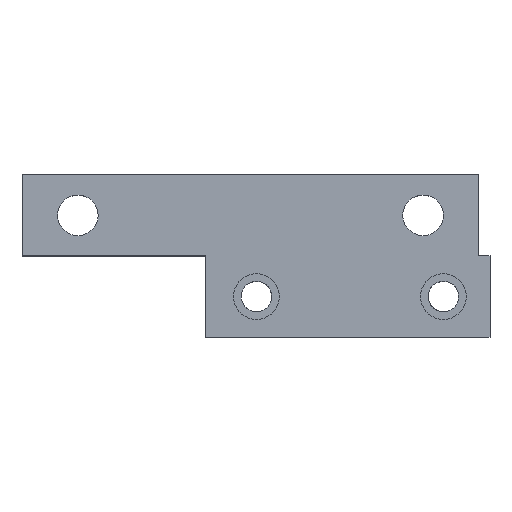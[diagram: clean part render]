
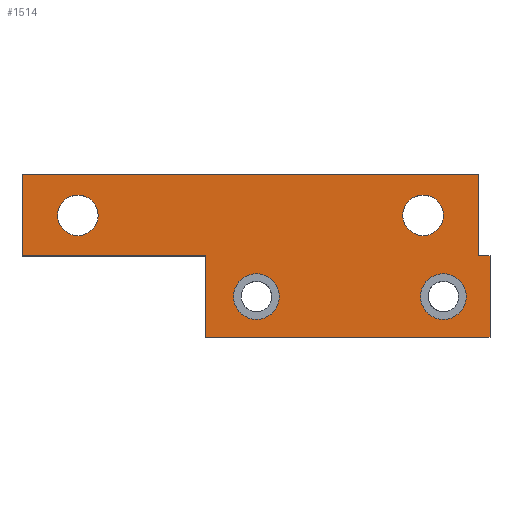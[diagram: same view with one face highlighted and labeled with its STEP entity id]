
A CAD part, top view. The second image highlights one B-rep face of the part: STEP entity #1514.
In plain terms, the highlighted planar face has unit normal (0, 0, 1).
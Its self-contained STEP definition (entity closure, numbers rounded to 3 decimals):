
#26=FACE_BOUND('',#293,.T.);
#27=FACE_BOUND('',#294,.T.);
#28=FACE_BOUND('',#295,.T.);
#29=FACE_BOUND('',#296,.T.);
#125=PLANE('',#1674);
#185=FACE_OUTER_BOUND('',#292,.T.);
#292=EDGE_LOOP('',(#1195,#1196,#1197,#1198,#1199,#1200,#1201,#1202));
#293=EDGE_LOOP('',(#1203));
#294=EDGE_LOOP('',(#1204));
#295=EDGE_LOOP('',(#1205));
#296=EDGE_LOOP('',(#1206));
#469=LINE('',#4360,#547);
#470=LINE('',#4362,#548);
#471=LINE('',#4364,#549);
#472=LINE('',#4366,#550);
#473=LINE('',#4368,#551);
#474=LINE('',#4370,#552);
#475=LINE('',#4372,#553);
#476=LINE('',#4373,#554);
#547=VECTOR('',#1921,10.);
#548=VECTOR('',#1922,10.);
#549=VECTOR('',#1923,10.);
#550=VECTOR('',#1924,10.);
#551=VECTOR('',#1925,10.);
#552=VECTOR('',#1926,10.);
#553=VECTOR('',#1927,10.);
#554=VECTOR('',#1928,10.);
#616=CIRCLE('',#1675,2.25);
#617=CIRCLE('',#1676,2.25);
#618=CIRCLE('',#1677,2.);
#619=CIRCLE('',#1678,2.);
#715=VERTEX_POINT('',#4358);
#716=VERTEX_POINT('',#4359);
#717=VERTEX_POINT('',#4361);
#718=VERTEX_POINT('',#4363);
#719=VERTEX_POINT('',#4365);
#720=VERTEX_POINT('',#4367);
#721=VERTEX_POINT('',#4369);
#722=VERTEX_POINT('',#4371);
#723=VERTEX_POINT('',#4374);
#724=VERTEX_POINT('',#4376);
#725=VERTEX_POINT('',#4378);
#726=VERTEX_POINT('',#4380);
#888=EDGE_CURVE('',#715,#716,#469,.T.);
#889=EDGE_CURVE('',#716,#717,#470,.T.);
#890=EDGE_CURVE('',#717,#718,#471,.T.);
#891=EDGE_CURVE('',#718,#719,#472,.T.);
#892=EDGE_CURVE('',#719,#720,#473,.T.);
#893=EDGE_CURVE('',#720,#721,#474,.T.);
#894=EDGE_CURVE('',#721,#722,#475,.T.);
#895=EDGE_CURVE('',#722,#715,#476,.T.);
#896=EDGE_CURVE('',#723,#723,#616,.T.);
#897=EDGE_CURVE('',#724,#724,#617,.T.);
#898=EDGE_CURVE('',#725,#725,#618,.T.);
#899=EDGE_CURVE('',#726,#726,#619,.T.);
#1195=ORIENTED_EDGE('',*,*,#888,.T.);
#1196=ORIENTED_EDGE('',*,*,#889,.T.);
#1197=ORIENTED_EDGE('',*,*,#890,.T.);
#1198=ORIENTED_EDGE('',*,*,#891,.T.);
#1199=ORIENTED_EDGE('',*,*,#892,.T.);
#1200=ORIENTED_EDGE('',*,*,#893,.T.);
#1201=ORIENTED_EDGE('',*,*,#894,.T.);
#1202=ORIENTED_EDGE('',*,*,#895,.T.);
#1203=ORIENTED_EDGE('',*,*,#896,.T.);
#1204=ORIENTED_EDGE('',*,*,#897,.T.);
#1205=ORIENTED_EDGE('',*,*,#898,.T.);
#1206=ORIENTED_EDGE('',*,*,#899,.T.);
#1514=ADVANCED_FACE('',(#185,#26,#27,#28,#29),#125,.T.);
#1674=AXIS2_PLACEMENT_3D('',#4357,#1919,#1920);
#1675=AXIS2_PLACEMENT_3D('',#4375,#1929,#1930);
#1676=AXIS2_PLACEMENT_3D('',#4377,#1931,#1932);
#1677=AXIS2_PLACEMENT_3D('',#4379,#1933,#1934);
#1678=AXIS2_PLACEMENT_3D('',#4381,#1935,#1936);
#1919=DIRECTION('center_axis',(0.,0.,1.));
#1920=DIRECTION('ref_axis',(1.,0.,0.));
#1921=DIRECTION('',(0.,1.,0.));
#1922=DIRECTION('',(-1.,0.,0.));
#1923=DIRECTION('',(0.,-1.,0.));
#1924=DIRECTION('',(1.,0.,0.));
#1925=DIRECTION('',(0.,-1.,0.));
#1926=DIRECTION('',(1.,0.,0.));
#1927=DIRECTION('',(0.,1.,0.));
#1928=DIRECTION('',(-1.,0.,0.));
#1929=DIRECTION('center_axis',(0.,0.,-1.));
#1930=DIRECTION('ref_axis',(-1.,0.,0.));
#1931=DIRECTION('center_axis',(0.,0.,-1.));
#1932=DIRECTION('ref_axis',(-1.,0.,0.));
#1933=DIRECTION('center_axis',(0.,0.,-1.));
#1934=DIRECTION('ref_axis',(1.,0.,0.));
#1935=DIRECTION('center_axis',(0.,0.,-1.));
#1936=DIRECTION('ref_axis',(1.,0.,0.));
#4357=CARTESIAN_POINT('Origin',(26.217,2.239,4.5));
#4358=CARTESIAN_POINT('',(48.172,2.239,4.5));
#4359=CARTESIAN_POINT('',(48.172,10.239,4.5));
#4360=CARTESIAN_POINT('',(48.172,2.239,4.5));
#4361=CARTESIAN_POINT('',(3.172,10.239,4.5));
#4362=CARTESIAN_POINT('',(3.172,10.239,4.5));
#4363=CARTESIAN_POINT('',(3.172,2.239,4.5));
#4364=CARTESIAN_POINT('',(3.172,2.239,4.5));
#4365=CARTESIAN_POINT('',(21.262,2.239,4.5));
#4366=CARTESIAN_POINT('',(48.172,2.239,4.5));
#4367=CARTESIAN_POINT('',(21.262,-5.761,4.5));
#4368=CARTESIAN_POINT('',(21.262,-5.761,4.5));
#4369=CARTESIAN_POINT('',(49.262,-5.761,4.5));
#4370=CARTESIAN_POINT('',(49.262,-5.761,4.5));
#4371=CARTESIAN_POINT('',(49.262,2.239,4.5));
#4372=CARTESIAN_POINT('',(49.262,2.239,4.5));
#4373=CARTESIAN_POINT('',(21.262,2.239,4.5));
#4374=CARTESIAN_POINT('',(28.512,-1.761,4.5));
#4375=CARTESIAN_POINT('Origin',(26.262,-1.761,4.5));
#4376=CARTESIAN_POINT('',(46.922,-1.761,4.5));
#4377=CARTESIAN_POINT('Origin',(44.672,-1.761,4.5));
#4378=CARTESIAN_POINT('',(6.672,6.239,4.5));
#4379=CARTESIAN_POINT('Origin',(8.672,6.239,4.5));
#4380=CARTESIAN_POINT('',(40.672,6.239,4.5));
#4381=CARTESIAN_POINT('Origin',(42.672,6.239,4.5));
